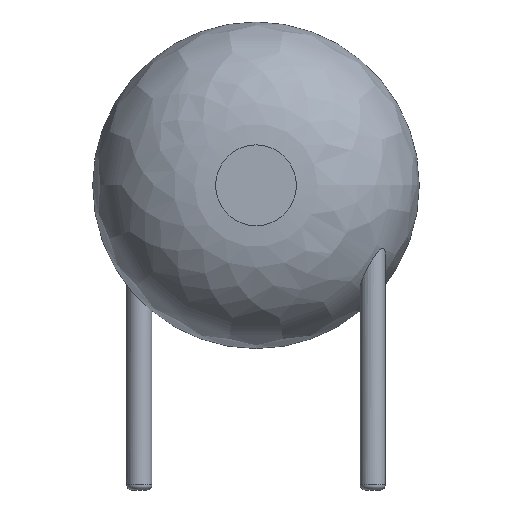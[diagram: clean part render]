
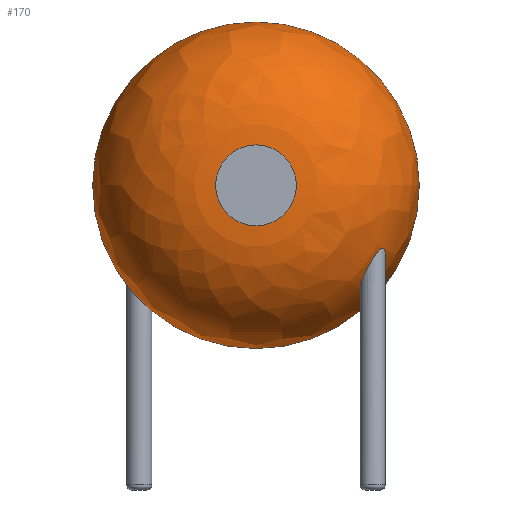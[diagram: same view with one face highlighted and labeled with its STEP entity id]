
A CAD part, front view. The second image highlights one B-rep face of the part: STEP entity #170.
In plain terms, the highlighted face is a revolution surface.
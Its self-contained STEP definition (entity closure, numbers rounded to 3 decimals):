
#24 = VERTEX_POINT('',#25);
#25 = CARTESIAN_POINT('',(6.,-1.466,3.53));
#31 = EDGE_CURVE('',#24,#24,#32,.T.);
#32 = CIRCLE('',#33,3.5);
#33 = AXIS2_PLACEMENT_3D('',#34,#35,#36);
#34 = CARTESIAN_POINT('',(2.5,-1.466,3.53));
#35 = DIRECTION('',(0.,-1.,0.));
#36 = DIRECTION('',(1.,0.,0.));
#170 = ADVANCED_FACE('',(#171,#191),#277,.T.);
#171 = FACE_BOUND('',#172,.T.);
#172 = EDGE_LOOP('',(#173,#174,#183,#190));
#173 = ORIENTED_EDGE('',*,*,#31,.T.);
#174 = ORIENTED_EDGE('',*,*,#175,.T.);
#175 = EDGE_CURVE('',#24,#176,#178,.T.);
#176 = VERTEX_POINT('',#177);
#177 = CARTESIAN_POINT('',(3.366,-4.1,3.53));
#178 = CIRCLE('',#179,2.634);
#179 = AXIS2_PLACEMENT_3D('',#180,#181,#182);
#180 = CARTESIAN_POINT('',(3.366,-1.466,3.53));
#181 = DIRECTION('',(0.,0.,-1.));
#182 = DIRECTION('',(1.,0.,0.));
#183 = ORIENTED_EDGE('',*,*,#184,.F.);
#184 = EDGE_CURVE('',#176,#176,#185,.T.);
#185 = CIRCLE('',#186,0.866);
#186 = AXIS2_PLACEMENT_3D('',#187,#188,#189);
#187 = CARTESIAN_POINT('',(2.5,-4.1,3.53));
#188 = DIRECTION('',(0.,-1.,0.));
#189 = DIRECTION('',(1.,0.,0.));
#190 = ORIENTED_EDGE('',*,*,#175,.F.);
#191 = FACE_BOUND('',#192,.T.);
#192 = EDGE_LOOP('',(#193,#216));
#193 = ORIENTED_EDGE('',*,*,#194,.T.);
#194 = EDGE_CURVE('',#195,#197,#199,.T.);
#195 = VERTEX_POINT('',#196);
#196 = CARTESIAN_POINT('',(5.27,-2.8,2.057));
#197 = VERTEX_POINT('',#198);
#198 = CARTESIAN_POINT('',(4.857,-2.571,1.282
));
#199 = B_SPLINE_CURVE_WITH_KNOTS('',8,(#200,#201,#202,#203,#204,#205,
#206,#207,#208,#209,#210,#211,#212,#213,#214,#215),.UNSPECIFIED.,.F.
,.F.,(9,7,9),(0.,0.334,1.),.UNSPECIFIED.);
#200 = CARTESIAN_POINT('',(5.27,-2.8,2.057));
#201 = CARTESIAN_POINT('',(5.27,-2.776,2.027));
#202 = CARTESIAN_POINT('',(5.267,-2.752,1.994
));
#203 = CARTESIAN_POINT('',(5.263,-2.729,1.959
));
#204 = CARTESIAN_POINT('',(5.256,-2.707,1.923
));
#205 = CARTESIAN_POINT('',(5.247,-2.686,1.887)
);
#206 = CARTESIAN_POINT('',(5.236,-2.666,1.849)
);
#207 = CARTESIAN_POINT('',(5.224,-2.647,1.812
));
#208 = CARTESIAN_POINT('',(5.182,-2.595,1.7)
);
#209 = CARTESIAN_POINT('',(5.147,-2.566,1.625)
);
#210 = CARTESIAN_POINT('',(5.107,-2.543,1.552
));
#211 = CARTESIAN_POINT('',(5.061,-2.527,1.482)
);
#212 = CARTESIAN_POINT('',(5.011,-2.52,1.417)
);
#213 = CARTESIAN_POINT('',(4.958,-2.524,1.359
));
#214 = CARTESIAN_POINT('',(4.905,-2.541,1.313
));
#215 = CARTESIAN_POINT('',(4.857,-2.571,1.282
));
#216 = ORIENTED_EDGE('',*,*,#217,.T.);
#217 = EDGE_CURVE('',#197,#195,#218,.T.);
#218 = B_SPLINE_CURVE_WITH_KNOTS('',8,(#219,#220,#221,#222,#223,#224,
#225,#226,#227,#228,#229,#230,#231,#232,#233,#234,#235,#236,#237,
#238,#239,#240,#241,#242,#243,#244,#245,#246,#247,#248,#249,#250,
#251,#252,#253,#254,#255,#256,#257,#258,#259,#260,#261,#262,#263,
#264,#265,#266,#267,#268,#269,#270,#271,#272,#273,#274,#275,#276),
.UNSPECIFIED.,.F.,.F.,(9,7,7,7,7,7,7,7,9),(0.,0.093
,0.216,0.288,0.519,0.779,
0.848,0.933,1.),.UNSPECIFIED.);
#219 = CARTESIAN_POINT('',(4.857,-2.571,1.282
));
#220 = CARTESIAN_POINT('',(4.845,-2.578,1.275
));
#221 = CARTESIAN_POINT('',(4.833,-2.587,1.268)
);
#222 = CARTESIAN_POINT('',(4.821,-2.596,1.262)
);
#223 = CARTESIAN_POINT('',(4.81,-2.606,1.258
));
#224 = CARTESIAN_POINT('',(4.8,-2.617,1.255
));
#225 = CARTESIAN_POINT('',(4.79,-2.629,1.253
));
#226 = CARTESIAN_POINT('',(4.781,-2.641,1.253
));
#227 = CARTESIAN_POINT('',(4.762,-2.67,1.255
));
#228 = CARTESIAN_POINT('',(4.753,-2.688,1.258)
);
#229 = CARTESIAN_POINT('',(4.745,-2.706,1.264
));
#230 = CARTESIAN_POINT('',(4.739,-2.724,1.272
));
#231 = CARTESIAN_POINT('',(4.735,-2.743,1.282)
);
#232 = CARTESIAN_POINT('',(4.732,-2.761,1.293
));
#233 = CARTESIAN_POINT('',(4.73,-2.78,1.307
));
#234 = CARTESIAN_POINT('',(4.73,-2.808,1.33
));
#235 = CARTESIAN_POINT('',(4.73,-2.819,1.34
));
#236 = CARTESIAN_POINT('',(4.731,-2.829,1.349
));
#237 = CARTESIAN_POINT('',(4.732,-2.839,1.36)
);
#238 = CARTESIAN_POINT('',(4.734,-2.85,1.37)
);
#239 = CARTESIAN_POINT('',(4.736,-2.859,1.381
));
#240 = CARTESIAN_POINT('',(4.739,-2.869,1.393)
);
#241 = CARTESIAN_POINT('',(4.751,-2.909,1.442)
);
#242 = CARTESIAN_POINT('',(4.764,-2.937,1.483
));
#243 = CARTESIAN_POINT('',(4.78,-2.962,1.526)
);
#244 = CARTESIAN_POINT('',(4.798,-2.985,1.572
));
#245 = CARTESIAN_POINT('',(4.819,-3.004,1.619
));
#246 = CARTESIAN_POINT('',(4.841,-3.022,1.667
));
#247 = CARTESIAN_POINT('',(4.866,-3.036,1.715
));
#248 = CARTESIAN_POINT('',(4.919,-3.06,1.818
));
#249 = CARTESIAN_POINT('',(4.95,-3.068,1.873
));
#250 = CARTESIAN_POINT('',(4.981,-3.073,1.926)
);
#251 = CARTESIAN_POINT('',(5.013,-3.074,1.979
));
#252 = CARTESIAN_POINT('',(5.047,-3.071,2.029
));
#253 = CARTESIAN_POINT('',(5.081,-3.062,2.076
));
#254 = CARTESIAN_POINT('',(5.115,-3.047,2.116
));
#255 = CARTESIAN_POINT('',(5.156,-3.021,2.152
));
#256 = CARTESIAN_POINT('',(5.165,-3.014,2.159
));
#257 = CARTESIAN_POINT('',(5.173,-3.008,2.165
));
#258 = CARTESIAN_POINT('',(5.181,-3.001,2.17)
);
#259 = CARTESIAN_POINT('',(5.189,-2.993,2.173)
);
#260 = CARTESIAN_POINT('',(5.197,-2.985,2.176
));
#261 = CARTESIAN_POINT('',(5.204,-2.977,2.178)
);
#262 = CARTESIAN_POINT('',(5.22,-2.957,2.179)
);
#263 = CARTESIAN_POINT('',(5.228,-2.946,2.177
));
#264 = CARTESIAN_POINT('',(5.235,-2.935,2.174
));
#265 = CARTESIAN_POINT('',(5.241,-2.923,2.169
));
#266 = CARTESIAN_POINT('',(5.247,-2.911,2.163)
);
#267 = CARTESIAN_POINT('',(5.252,-2.899,2.155)
);
#268 = CARTESIAN_POINT('',(5.256,-2.886,2.146
));
#269 = CARTESIAN_POINT('',(5.262,-2.865,2.128
));
#270 = CARTESIAN_POINT('',(5.265,-2.855,2.119
));
#271 = CARTESIAN_POINT('',(5.266,-2.846,2.11)
);
#272 = CARTESIAN_POINT('',(5.268,-2.837,2.1)
);
#273 = CARTESIAN_POINT('',(5.269,-2.827,2.09
));
#274 = CARTESIAN_POINT('',(5.27,-2.818,2.08)
);
#275 = CARTESIAN_POINT('',(5.27,-2.809,2.069));
#276 = CARTESIAN_POINT('',(5.27,-2.8,2.057));
#277 = SURFACE_OF_REVOLUTION('',#278,#291);
#278 = B_SPLINE_CURVE_WITH_KNOTS('',6,(#279,#280,#281,#282,#283,#284,
#285,#286,#287,#288,#289,#290),.UNSPECIFIED.,.F.,.F.,(7,5,7),(
0.,0.785,1.571),.UNSPECIFIED.);
#279 = CARTESIAN_POINT('',(6.,-1.466,3.53));
#280 = CARTESIAN_POINT('',(6.,-1.811,3.53));
#281 = CARTESIAN_POINT('',(5.946,-2.155,3.53));
#282 = CARTESIAN_POINT('',(5.838,-2.49,3.53));
#283 = CARTESIAN_POINT('',(5.678,-2.803,3.53));
#284 = CARTESIAN_POINT('',(5.472,-3.085,3.53));
#285 = CARTESIAN_POINT('',(4.985,-3.572,3.53));
#286 = CARTESIAN_POINT('',(4.703,-3.778,3.53));
#287 = CARTESIAN_POINT('',(4.39,-3.938,3.53));
#288 = CARTESIAN_POINT('',(4.055,-4.046,3.53));
#289 = CARTESIAN_POINT('',(3.711,-4.1,3.53));
#290 = CARTESIAN_POINT('',(3.366,-4.1,3.53));
#291 = AXIS1_PLACEMENT('',#292,#293);
#292 = CARTESIAN_POINT('',(2.5,-1.466,3.53));
#293 = DIRECTION('',(0.,-1.,0.));
